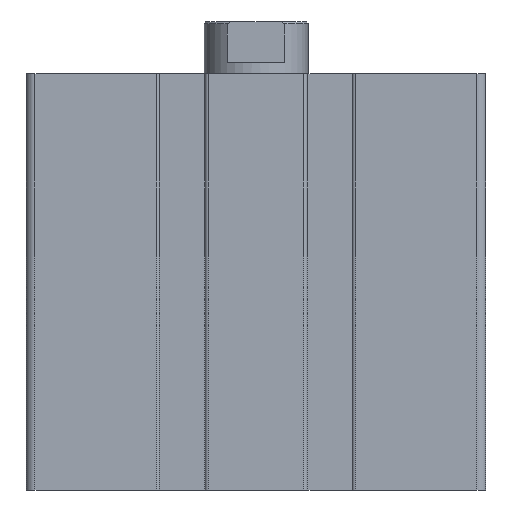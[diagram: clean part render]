
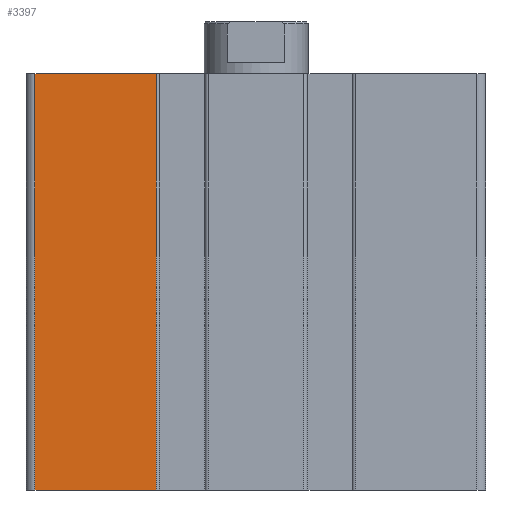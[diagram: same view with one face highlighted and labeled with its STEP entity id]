
A CAD part, front view. The second image highlights one B-rep face of the part: STEP entity #3397.
In plain terms, the highlighted planar face has unit normal (0, -1, 0).
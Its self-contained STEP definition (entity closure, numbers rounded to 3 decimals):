
#53=LINE('',#5204,#329);
#54=LINE('',#5206,#330);
#55=LINE('',#5208,#331);
#56=LINE('',#5210,#332);
#329=VECTOR('',#4085,1000.);
#330=VECTOR('',#4088,1000.);
#331=VECTOR('',#4089,1000.);
#332=VECTOR('',#4090,1000.);
#602=PLANE('',#3641);
#713=ORIENTED_EDGE('',*,*,#1696,.F.);
#714=ORIENTED_EDGE('',*,*,#1695,.F.);
#715=ORIENTED_EDGE('',*,*,#1697,.T.);
#716=ORIENTED_EDGE('',*,*,#1698,.T.);
#1695=EDGE_CURVE('',#2186,#2185,#53,.T.);
#1696=EDGE_CURVE('',#2185,#2187,#54,.T.);
#1697=EDGE_CURVE('',#2186,#2188,#55,.T.);
#1698=EDGE_CURVE('',#2188,#2187,#56,.T.);
#2185=VERTEX_POINT('',#5201);
#2186=VERTEX_POINT('',#5203);
#2187=VERTEX_POINT('',#5207);
#2188=VERTEX_POINT('',#5209);
#2746=EDGE_LOOP('',(#713,#714,#715,#716));
#3024=FACE_BOUND('',#2746,.T.);
#3397=ADVANCED_FACE('',(#3024),#602,.T.);
#3641=AXIS2_PLACEMENT_3D('',#5205,#4086,#4087);
#4085=DIRECTION('',(0.,0.,1.));
#4086=DIRECTION('',(0.,-1.,0.));
#4087=DIRECTION('',(0.,0.,-1.));
#4088=DIRECTION('',(1.,0.,0.));
#4089=DIRECTION('',(1.,0.,0.));
#4090=DIRECTION('',(0.,0.,1.));
#5201=CARTESIAN_POINT('',(-25.5,-26.5,0.));
#5203=CARTESIAN_POINT('',(-25.5,-26.5,-48.));
#5204=CARTESIAN_POINT('',(-25.5,-26.5,-48.));
#5205=CARTESIAN_POINT('',(-25.5,-26.5,-48.));
#5206=CARTESIAN_POINT('',(-25.5,-26.5,0.));
#5207=CARTESIAN_POINT('',(-11.5,-26.5,0.));
#5208=CARTESIAN_POINT('',(-25.5,-26.5,-48.));
#5209=CARTESIAN_POINT('',(-11.5,-26.5,-48.));
#5210=CARTESIAN_POINT('',(-11.5,-26.5,-48.));
